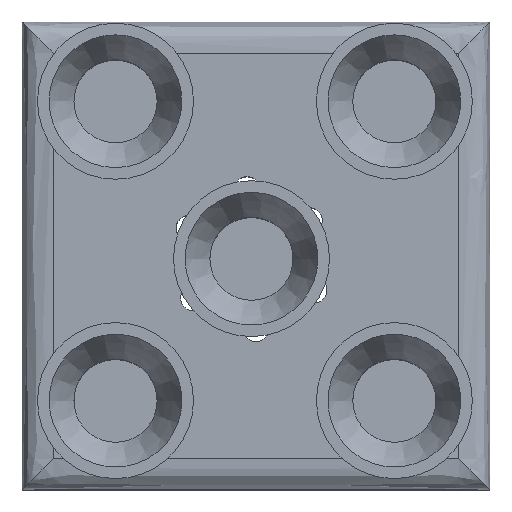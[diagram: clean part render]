
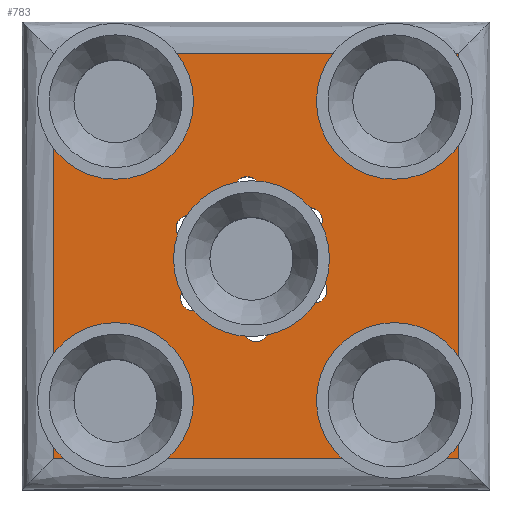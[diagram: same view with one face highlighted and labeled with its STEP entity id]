
A CAD part, top view. The second image highlights one B-rep face of the part: STEP entity #783.
In plain terms, the highlighted planar face has unit normal (0, 0, 1).
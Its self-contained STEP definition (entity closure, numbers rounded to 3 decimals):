
#20=B_SPLINE_CURVE_WITH_KNOTS('',3,(#1262,#1263,#1264,#1265),
 .UNSPECIFIED.,.F.,.F.,(4,4),(7.556,8.4),
 .UNSPECIFIED.);
#21=B_SPLINE_CURVE_WITH_KNOTS('',3,(#1267,#1268,#1269,#1270),
 .UNSPECIFIED.,.F.,.F.,(4,4),(0.6,8.4),.UNSPECIFIED.);
#22=B_SPLINE_CURVE_WITH_KNOTS('',3,(#1272,#1273,#1274,#1275),
 .UNSPECIFIED.,.F.,.F.,(4,4),(0.6,8.4),.UNSPECIFIED.);
#23=B_SPLINE_CURVE_WITH_KNOTS('',3,(#1277,#1278,#1279,#1280),
 .UNSPECIFIED.,.F.,.F.,(4,4),(0.6,8.4),.UNSPECIFIED.);
#24=B_SPLINE_CURVE_WITH_KNOTS('',3,(#1282,#1283,#1284,#1285),
 .UNSPECIFIED.,.F.,.F.,(4,4),(0.6,1.484),
 .UNSPECIFIED.);
#25=B_SPLINE_CURVE_WITH_KNOTS('',3,(#1290,#1291,#1292,#1293),
 .UNSPECIFIED.,.F.,.F.,(4,4),(2.192,6.849),
 .UNSPECIFIED.);
#37=FACE_BOUND('',#162,.T.);
#38=FACE_BOUND('',#163,.T.);
#39=FACE_BOUND('',#164,.T.);
#40=FACE_BOUND('',#165,.T.);
#41=FACE_BOUND('',#166,.T.);
#42=FACE_BOUND('',#167,.T.);
#43=FACE_BOUND('',#168,.T.);
#44=FACE_BOUND('',#169,.T.);
#45=FACE_BOUND('',#170,.T.);
#61=PLANE('',#867);
#107=FACE_OUTER_BOUND('',#161,.T.);
#161=EDGE_LOOP('',(#586,#587,#588,#589,#590,#591,#592,#593,#594,#595));
#162=EDGE_LOOP('',(#596));
#163=EDGE_LOOP('',(#597));
#164=EDGE_LOOP('',(#598));
#165=EDGE_LOOP('',(#599));
#166=EDGE_LOOP('',(#600));
#167=EDGE_LOOP('',(#601));
#168=EDGE_LOOP('',(#602));
#169=EDGE_LOOP('',(#603));
#170=EDGE_LOOP('',(#604));
#300=CIRCLE('',#849,10.);
#302=CIRCLE('',#851,10.);
#310=CIRCLE('',#866,10.);
#311=CIRCLE('',#868,10.);
#312=CIRCLE('',#869,10.);
#313=CIRCLE('',#870,2.5);
#314=CIRCLE('',#871,2.5);
#315=CIRCLE('',#872,2.5);
#316=CIRCLE('',#873,2.5);
#317=CIRCLE('',#874,2.5);
#318=CIRCLE('',#875,2.5);
#319=CIRCLE('',#876,10.);
#320=CIRCLE('',#877,10.);
#360=VERTEX_POINT('',#1222);
#361=VERTEX_POINT('',#1224);
#362=VERTEX_POINT('',#1226);
#370=VERTEX_POINT('',#1257);
#371=VERTEX_POINT('',#1261);
#372=VERTEX_POINT('',#1266);
#373=VERTEX_POINT('',#1271);
#374=VERTEX_POINT('',#1276);
#375=VERTEX_POINT('',#1281);
#376=VERTEX_POINT('',#1286);
#377=VERTEX_POINT('',#1288);
#378=VERTEX_POINT('',#1294);
#379=VERTEX_POINT('',#1296);
#380=VERTEX_POINT('',#1298);
#381=VERTEX_POINT('',#1300);
#382=VERTEX_POINT('',#1302);
#383=VERTEX_POINT('',#1304);
#384=VERTEX_POINT('',#1306);
#385=VERTEX_POINT('',#1308);
#436=EDGE_CURVE('',#361,#360,#300,.T.);
#438=EDGE_CURVE('',#360,#362,#302,.T.);
#451=EDGE_CURVE('',#370,#370,#310,.T.);
#452=EDGE_CURVE('',#362,#371,#20,.T.);
#453=EDGE_CURVE('',#371,#372,#21,.T.);
#454=EDGE_CURVE('',#372,#373,#22,.T.);
#455=EDGE_CURVE('',#373,#374,#23,.T.);
#456=EDGE_CURVE('',#374,#375,#24,.T.);
#457=EDGE_CURVE('',#376,#375,#311,.T.);
#458=EDGE_CURVE('',#377,#376,#312,.T.);
#459=EDGE_CURVE('',#377,#361,#25,.T.);
#460=EDGE_CURVE('',#378,#378,#313,.T.);
#461=EDGE_CURVE('',#379,#379,#314,.T.);
#462=EDGE_CURVE('',#380,#380,#315,.T.);
#463=EDGE_CURVE('',#381,#381,#316,.T.);
#464=EDGE_CURVE('',#382,#382,#317,.T.);
#465=EDGE_CURVE('',#383,#383,#318,.T.);
#466=EDGE_CURVE('',#384,#384,#319,.T.);
#467=EDGE_CURVE('',#385,#385,#320,.T.);
#586=ORIENTED_EDGE('',*,*,#436,.T.);
#587=ORIENTED_EDGE('',*,*,#438,.T.);
#588=ORIENTED_EDGE('',*,*,#452,.T.);
#589=ORIENTED_EDGE('',*,*,#453,.T.);
#590=ORIENTED_EDGE('',*,*,#454,.T.);
#591=ORIENTED_EDGE('',*,*,#455,.T.);
#592=ORIENTED_EDGE('',*,*,#456,.T.);
#593=ORIENTED_EDGE('',*,*,#457,.F.);
#594=ORIENTED_EDGE('',*,*,#458,.F.);
#595=ORIENTED_EDGE('',*,*,#459,.T.);
#596=ORIENTED_EDGE('',*,*,#460,.T.);
#597=ORIENTED_EDGE('',*,*,#461,.T.);
#598=ORIENTED_EDGE('',*,*,#462,.T.);
#599=ORIENTED_EDGE('',*,*,#463,.T.);
#600=ORIENTED_EDGE('',*,*,#464,.T.);
#601=ORIENTED_EDGE('',*,*,#465,.T.);
#602=ORIENTED_EDGE('',*,*,#466,.F.);
#603=ORIENTED_EDGE('',*,*,#467,.F.);
#604=ORIENTED_EDGE('',*,*,#451,.T.);
#783=ADVANCED_FACE('',(#107,#37,#38,#39,#40,#41,#42,#43,#44,#45),#61,.T.);
#849=AXIS2_PLACEMENT_3D('',#1225,#975,#976);
#851=AXIS2_PLACEMENT_3D('',#1228,#979,#980);
#866=AXIS2_PLACEMENT_3D('',#1259,#1013,#1014);
#867=AXIS2_PLACEMENT_3D('',#1260,#1015,#1016);
#868=AXIS2_PLACEMENT_3D('',#1287,#1017,#1018);
#869=AXIS2_PLACEMENT_3D('',#1289,#1019,#1020);
#870=AXIS2_PLACEMENT_3D('',#1295,#1021,#1022);
#871=AXIS2_PLACEMENT_3D('',#1297,#1023,#1024);
#872=AXIS2_PLACEMENT_3D('',#1299,#1025,#1026);
#873=AXIS2_PLACEMENT_3D('',#1301,#1027,#1028);
#874=AXIS2_PLACEMENT_3D('',#1303,#1029,#1030);
#875=AXIS2_PLACEMENT_3D('',#1305,#1031,#1032);
#876=AXIS2_PLACEMENT_3D('',#1307,#1033,#1034);
#877=AXIS2_PLACEMENT_3D('',#1309,#1035,#1036);
#975=DIRECTION('center_axis',(0.,0.,-1.));
#976=DIRECTION('ref_axis',(1.,0.,0.));
#979=DIRECTION('center_axis',(0.,0.,-1.));
#980=DIRECTION('ref_axis',(1.,0.,0.));
#1013=DIRECTION('center_axis',(0.,0.,-1.));
#1014=DIRECTION('ref_axis',(1.,0.,0.));
#1015=DIRECTION('center_axis',(0.,0.,1.));
#1016=DIRECTION('ref_axis',(1.,0.,0.));
#1017=DIRECTION('center_axis',(0.,0.,1.));
#1018=DIRECTION('ref_axis',(1.,0.,0.));
#1019=DIRECTION('center_axis',(0.,0.,1.));
#1020=DIRECTION('ref_axis',(1.,0.,0.));
#1021=DIRECTION('center_axis',(0.,0.,-1.));
#1022=DIRECTION('ref_axis',(1.,0.,0.));
#1023=DIRECTION('center_axis',(0.,0.,-1.));
#1024=DIRECTION('ref_axis',(1.,0.,0.));
#1025=DIRECTION('center_axis',(0.,0.,-1.));
#1026=DIRECTION('ref_axis',(1.,0.,0.));
#1027=DIRECTION('center_axis',(0.,0.,-1.));
#1028=DIRECTION('ref_axis',(1.,0.,0.));
#1029=DIRECTION('center_axis',(0.,0.,-1.));
#1030=DIRECTION('ref_axis',(1.,0.,0.));
#1031=DIRECTION('center_axis',(0.,0.,-1.));
#1032=DIRECTION('ref_axis',(1.,0.,0.));
#1033=DIRECTION('center_axis',(0.,0.,1.));
#1034=DIRECTION('ref_axis',(1.,0.,0.));
#1035=DIRECTION('center_axis',(0.,0.,1.));
#1036=DIRECTION('ref_axis',(1.,0.,0.));
#1222=CARTESIAN_POINT('',(-37.025,29.647,20.));
#1224=CARTESIAN_POINT('',(-23.488,39.,20.));
#1225=CARTESIAN_POINT('Origin',(-27.025,29.647,20.));
#1226=CARTESIAN_POINT('',(-30.562,39.,20.));
#1228=CARTESIAN_POINT('Origin',(-27.025,29.647,20.));
#1257=CARTESIAN_POINT('',(-10.868,-0.634,20.));
#1259=CARTESIAN_POINT('Origin',(-0.868,-0.634,20.));
#1260=CARTESIAN_POINT('Origin',(-210.03,3.455,20.));
#1261=CARTESIAN_POINT('',(-39.,39.,20.));
#1262=CARTESIAN_POINT('Ctrl Pts',(-30.562,39.,20.));
#1263=CARTESIAN_POINT('Ctrl Pts',(-33.375,39.,20.));
#1264=CARTESIAN_POINT('Ctrl Pts',(-36.187,39.,20.));
#1265=CARTESIAN_POINT('Ctrl Pts',(-39.,39.,20.));
#1266=CARTESIAN_POINT('',(-39.,-39.,20.));
#1267=CARTESIAN_POINT('Ctrl Pts',(-39.,39.,20.));
#1268=CARTESIAN_POINT('Ctrl Pts',(-39.,13.,20.));
#1269=CARTESIAN_POINT('Ctrl Pts',(-39.,-13.,20.));
#1270=CARTESIAN_POINT('Ctrl Pts',(-39.,-39.,20.));
#1271=CARTESIAN_POINT('',(39.,-39.,20.));
#1272=CARTESIAN_POINT('Ctrl Pts',(-39.,-39.,20.));
#1273=CARTESIAN_POINT('Ctrl Pts',(-13.,-39.,20.));
#1274=CARTESIAN_POINT('Ctrl Pts',(13.,-39.,20.));
#1275=CARTESIAN_POINT('Ctrl Pts',(39.,-39.,20.));
#1276=CARTESIAN_POINT('',(39.,39.,20.));
#1277=CARTESIAN_POINT('Ctrl Pts',(39.,-39.,20.));
#1278=CARTESIAN_POINT('Ctrl Pts',(39.,-13.,20.));
#1279=CARTESIAN_POINT('Ctrl Pts',(39.,13.,20.));
#1280=CARTESIAN_POINT('Ctrl Pts',(39.,39.,20.));
#1281=CARTESIAN_POINT('',(30.156,39.,20.));
#1282=CARTESIAN_POINT('Ctrl Pts',(39.,39.,20.));
#1283=CARTESIAN_POINT('Ctrl Pts',(36.052,39.,20.));
#1284=CARTESIAN_POINT('Ctrl Pts',(33.104,39.,20.));
#1285=CARTESIAN_POINT('Ctrl Pts',(30.156,39.,20.));
#1286=CARTESIAN_POINT('',(16.619,29.647,20.));
#1287=CARTESIAN_POINT('Origin',(26.619,29.647,20.));
#1288=CARTESIAN_POINT('',(23.082,39.,20.));
#1289=CARTESIAN_POINT('Origin',(26.619,29.647,20.));
#1290=CARTESIAN_POINT('Ctrl Pts',(23.082,39.,20.));
#1291=CARTESIAN_POINT('Ctrl Pts',(7.559,39.,20.));
#1292=CARTESIAN_POINT('Ctrl Pts',(-7.964,39.,20.));
#1293=CARTESIAN_POINT('Ctrl Pts',(-23.488,39.,20.));
#1294=CARTESIAN_POINT('',(-4.235,12.737,20.));
#1295=CARTESIAN_POINT('Origin',(-1.735,12.737,20.));
#1296=CARTESIAN_POINT('',(7.776,6.804,20.));
#1297=CARTESIAN_POINT('Origin',(10.276,6.804,20.));
#1298=CARTESIAN_POINT('',(-15.379,5.301,20.));
#1299=CARTESIAN_POINT('Origin',(-12.879,5.301,20.));
#1300=CARTESIAN_POINT('',(-14.511,-8.067,20.));
#1301=CARTESIAN_POINT('Origin',(-12.011,-8.067,20.));
#1302=CARTESIAN_POINT('',(8.644,-6.565,20.));
#1303=CARTESIAN_POINT('Origin',(11.144,-6.565,20.));
#1304=CARTESIAN_POINT('',(-2.5,-14.,20.));
#1305=CARTESIAN_POINT('Origin',(0.,-14.,20.));
#1306=CARTESIAN_POINT('',(16.619,-27.942,20.));
#1307=CARTESIAN_POINT('Origin',(26.619,-27.942,20.));
#1308=CARTESIAN_POINT('',(-37.025,-27.942,20.));
#1309=CARTESIAN_POINT('Origin',(-27.025,-27.942,20.));
